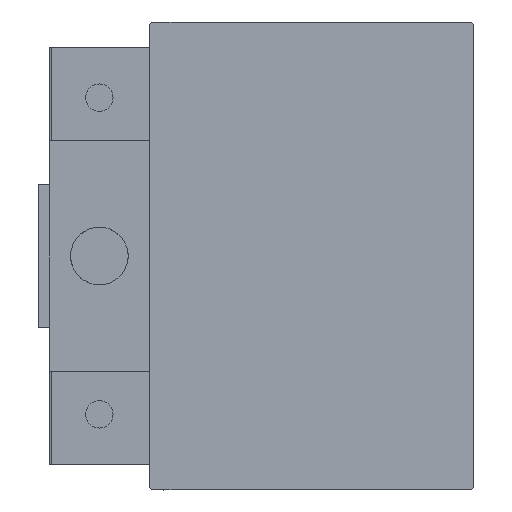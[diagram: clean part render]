
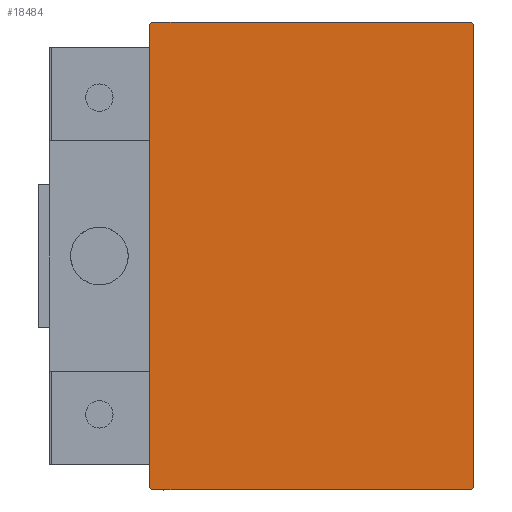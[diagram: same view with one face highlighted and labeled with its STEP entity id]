
A CAD part, left-side view. The second image highlights one B-rep face of the part: STEP entity #18484.
In plain terms, the highlighted face is planar.
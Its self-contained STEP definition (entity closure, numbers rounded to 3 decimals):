
#1131 = CARTESIAN_POINT ( 'NONE',  ( 100., 22.2, -32.5 ) ) ;
#1850 = CARTESIAN_POINT ( 'NONE',  ( 100., -22.5, -32.2 ) ) ;
#2140 = AXIS2_PLACEMENT_3D ( 'NONE', #36366, #25107, #21163 ) ;
#2472 = CARTESIAN_POINT ( 'NONE',  ( 100., -22.2, -32.5 ) ) ;
#2827 = VERTEX_POINT ( 'NONE', #48849 ) ;
#4238 = VECTOR ( 'NONE', #44261, 1000. ) ;
#4849 = PLANE ( 'NONE',  #2140 ) ;
#5048 = DIRECTION ( 'NONE',  ( 0., 0.707, -0.707 ) ) ;
#5829 = LINE ( 'NONE', #37862, #46902 ) ;
#6931 = ORIENTED_EDGE ( 'NONE', *, *, #21943, .T. ) ;
#7089 = ORIENTED_EDGE ( 'NONE', *, *, #49528, .T. ) ;
#8835 = CARTESIAN_POINT ( 'NONE',  ( 100., -22.5, 32.5 ) ) ;
#9063 = FACE_OUTER_BOUND ( 'NONE', #24829, .T. ) ;
#9635 = EDGE_CURVE ( 'NONE', #20117, #29437, #40695, .T. ) ;
#10977 = EDGE_CURVE ( 'NONE', #2827, #15374, #15495, .T. ) ;
#11057 = VECTOR ( 'NONE', #17100, 1000. ) ;
#14641 = LINE ( 'NONE', #39308, #40973 ) ;
#15374 = VERTEX_POINT ( 'NONE', #28231 ) ;
#15495 = LINE ( 'NONE', #31495, #28572 ) ;
#16001 = CARTESIAN_POINT ( 'NONE',  ( 100., 22.5, -32.5 ) ) ;
#17100 = DIRECTION ( 'NONE',  ( 0., -0.707, 0.707 ) ) ;
#18484 = ADVANCED_FACE ( 'NONE', ( #9063 ), #4849, .T. ) ;
#18920 = EDGE_CURVE ( 'NONE', #26341, #20117, #51874, .T. ) ;
#20117 = VERTEX_POINT ( 'NONE', #24725 ) ;
#20435 = ORIENTED_EDGE ( 'NONE', *, *, #28905, .T. ) ;
#21163 = DIRECTION ( 'NONE',  ( 0., 0., -1. ) ) ;
#21202 = CARTESIAN_POINT ( 'NONE',  ( 100., 22.5, -32.2 ) ) ;
#21904 = ORIENTED_EDGE ( 'NONE', *, *, #10977, .T. ) ;
#21943 = EDGE_CURVE ( 'NONE', #29399, #22333, #44240, .T. ) ;
#22333 = VERTEX_POINT ( 'NONE', #1131 ) ;
#22528 = DIRECTION ( 'NONE',  ( 0., -1., 0. ) ) ;
#23623 = ORIENTED_EDGE ( 'NONE', *, *, #9635, .T. ) ;
#24149 = DIRECTION ( 'NONE',  ( 0., -0.707, -0.707 ) ) ;
#24336 = CARTESIAN_POINT ( 'NONE',  ( 100., -22.5, -32.5 ) ) ;
#24725 = CARTESIAN_POINT ( 'NONE',  ( 100., 22.5, 32.2 ) ) ;
#24829 = EDGE_LOOP ( 'NONE', ( #6931, #7089, #37362, #23623, #20435, #21904, #43452, #38380 ) ) ;
#25107 = DIRECTION ( 'NONE',  ( 1., 0., 0. ) ) ;
#26341 = VERTEX_POINT ( 'NONE', #21202 ) ;
#28231 = CARTESIAN_POINT ( 'NONE',  ( 100., -22.5, 32.2 ) ) ;
#28572 = VECTOR ( 'NONE', #24149, 1000. ) ;
#28905 = EDGE_CURVE ( 'NONE', #29437, #2827, #14641, .T. ) ;
#29399 = VERTEX_POINT ( 'NONE', #2472 ) ;
#29437 = VERTEX_POINT ( 'NONE', #32135 ) ;
#29689 = CARTESIAN_POINT ( 'NONE',  ( 100., 27.35, 27.35 ) ) ;
#30572 = VERTEX_POINT ( 'NONE', #1850 ) ;
#31495 = CARTESIAN_POINT ( 'NONE',  ( 100., -27.35, 27.35 ) ) ;
#32135 = CARTESIAN_POINT ( 'NONE',  ( 100., 22.2, 32.5 ) ) ;
#32444 = DIRECTION ( 'NONE',  ( 0., 1., 0. ) ) ;
#32469 = LINE ( 'NONE', #8835, #4238 ) ;
#33877 = EDGE_CURVE ( 'NONE', #15374, #30572, #32469, .T. ) ;
#36366 = CARTESIAN_POINT ( 'NONE',  ( 100., 0., 0. ) ) ;
#37362 = ORIENTED_EDGE ( 'NONE', *, *, #18920, .T. ) ;
#37862 = CARTESIAN_POINT ( 'NONE',  ( 100., -27.35, -27.35 ) ) ;
#38380 = ORIENTED_EDGE ( 'NONE', *, *, #51550, .T. ) ;
#38609 = CARTESIAN_POINT ( 'NONE',  ( 100., 27.35, -27.35 ) ) ;
#39308 = CARTESIAN_POINT ( 'NONE',  ( 100., 22.5, 32.5 ) ) ;
#40695 = LINE ( 'NONE', #29689, #11057 ) ;
#40973 = VECTOR ( 'NONE', #22528, 1000. ) ;
#41501 = DIRECTION ( 'NONE',  ( 0., 0.707, 0.707 ) ) ;
#42380 = VECTOR ( 'NONE', #32444, 1000. ) ;
#43255 = VECTOR ( 'NONE', #47705, 1000. ) ;
#43452 = ORIENTED_EDGE ( 'NONE', *, *, #33877, .T. ) ;
#44240 = LINE ( 'NONE', #24336, #42380 ) ;
#44261 = DIRECTION ( 'NONE',  ( 0., 0., -1. ) ) ;
#44317 = VECTOR ( 'NONE', #41501, 1000. ) ;
#46902 = VECTOR ( 'NONE', #5048, 1000. ) ;
#47705 = DIRECTION ( 'NONE',  ( 0., 0., 1. ) ) ;
#48849 = CARTESIAN_POINT ( 'NONE',  ( 100., -22.2, 32.5 ) ) ;
#49528 = EDGE_CURVE ( 'NONE', #22333, #26341, #49868, .T. ) ;
#49868 = LINE ( 'NONE', #38609, #44317 ) ;
#51550 = EDGE_CURVE ( 'NONE', #30572, #29399, #5829, .T. ) ;
#51874 = LINE ( 'NONE', #16001, #43255 ) ;
